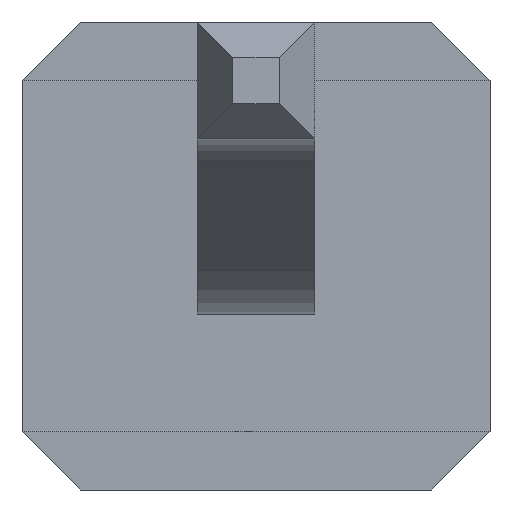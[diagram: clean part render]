
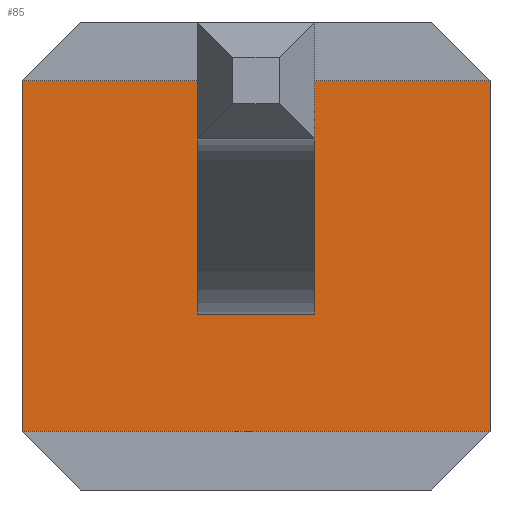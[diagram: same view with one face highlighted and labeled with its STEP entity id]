
A CAD part, front view. The second image highlights one B-rep face of the part: STEP entity #85.
In plain terms, the highlighted planar face has unit normal (0, -1, 0).
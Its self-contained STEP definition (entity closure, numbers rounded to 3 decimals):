
#28 = CARTESIAN_POINT ( 'NONE',  ( 2.25, -1.75, 0.25 ) ) ;
#56 = VECTOR ( 'NONE', #79, 1000. ) ;
#67 = CARTESIAN_POINT ( 'NONE',  ( 1., -1.75, -0.75 ) ) ;
#70 = CARTESIAN_POINT ( 'NONE',  ( 1.75, -1.75, 0.25 ) ) ;
#79 = DIRECTION ( 'NONE',  ( 0., 0., 1. ) ) ;
#85 = ADVANCED_FACE ( 'NONE', ( #1181, #1171 ), #517, .F. ) ;
#102 = LINE ( 'NONE', #28, #997 ) ;
#138 = DIRECTION ( 'NONE',  ( 0., 0., 1. ) ) ;
#139 = LINE ( 'NONE', #70, #524 ) ;
#170 = CARTESIAN_POINT ( 'NONE',  ( 1.75, -1.75, 0.25 ) ) ;
#180 = LINE ( 'NONE', #829, #473 ) ;
#181 = EDGE_CURVE ( 'NONE', #747, #827, #1066, .T. ) ;
#187 = VECTOR ( 'NONE', #234, 1000. ) ;
#218 = CARTESIAN_POINT ( 'NONE',  ( 2.25, -1.75, 0.25 ) ) ;
#222 = VERTEX_POINT ( 'NONE', #435 ) ;
#228 = AXIS2_PLACEMENT_3D ( 'NONE', #805, #335, #705 ) ;
#234 = DIRECTION ( 'NONE',  ( -1., 0., 0. ) ) ;
#242 = VERTEX_POINT ( 'NONE', #744 ) ;
#246 = EDGE_CURVE ( 'NONE', #734, #572, #180, .T. ) ;
#248 = DIRECTION ( 'NONE',  ( 0., 0., 1. ) ) ;
#286 = DIRECTION ( 'NONE',  ( -1., 0., 0. ) ) ;
#291 = CARTESIAN_POINT ( 'NONE',  ( 1., -1.75, 0.75 ) ) ;
#328 = EDGE_LOOP ( 'NONE', ( #971, #338, #1009, #1166 ) ) ;
#335 = DIRECTION ( 'NONE',  ( 0., 1., 0. ) ) ;
#338 = ORIENTED_EDGE ( 'NONE', *, *, #246, .T. ) ;
#356 = VECTOR ( 'NONE', #138, 1000. ) ;
#357 = ORIENTED_EDGE ( 'NONE', *, *, #1088, .F. ) ;
#423 = CARTESIAN_POINT ( 'NONE',  ( 3., -1.75, -0.75 ) ) ;
#435 = CARTESIAN_POINT ( 'NONE',  ( 1., -1.75, -0.75 ) ) ;
#464 = CARTESIAN_POINT ( 'NONE',  ( 2.25, -1.75, -0.25 ) ) ;
#473 = VECTOR ( 'NONE', #286, 1000. ) ;
#492 = EDGE_CURVE ( 'NONE', #242, #222, #1175, .T. ) ;
#505 = EDGE_LOOP ( 'NONE', ( #1016, #880, #562, #357 ) ) ;
#511 = CARTESIAN_POINT ( 'NONE',  ( 1.75, -1.75, -0.25 ) ) ;
#517 = PLANE ( 'NONE',  #228 ) ;
#523 = LINE ( 'NONE', #423, #356 ) ;
#524 = VECTOR ( 'NONE', #884, 1000. ) ;
#527 = VECTOR ( 'NONE', #248, 1000. ) ;
#560 = EDGE_CURVE ( 'NONE', #1131, #887, #139, .T. ) ;
#562 = ORIENTED_EDGE ( 'NONE', *, *, #181, .T. ) ;
#572 = VERTEX_POINT ( 'NONE', #618 ) ;
#618 = CARTESIAN_POINT ( 'NONE',  ( 1.75, -1.75, -0.25 ) ) ;
#625 = CARTESIAN_POINT ( 'NONE',  ( 3., -1.75, -0.75 ) ) ;
#676 = DIRECTION ( 'NONE',  ( 0., 0., -1. ) ) ;
#705 = DIRECTION ( 'NONE',  ( 1., 0., 0. ) ) ;
#712 = LINE ( 'NONE', #511, #527 ) ;
#734 = VERTEX_POINT ( 'NONE', #464 ) ;
#744 = CARTESIAN_POINT ( 'NONE',  ( 3., -1.75, -0.75 ) ) ;
#747 = VERTEX_POINT ( 'NONE', #1206 ) ;
#780 = VECTOR ( 'NONE', #804, 1000. ) ;
#792 = EDGE_CURVE ( 'NONE', #887, #734, #102, .T. ) ;
#804 = DIRECTION ( 'NONE',  ( -1., 0., 0. ) ) ;
#805 = CARTESIAN_POINT ( 'NONE',  ( 3.2, -1.75, -0.75 ) ) ;
#827 = VERTEX_POINT ( 'NONE', #291 ) ;
#829 = CARTESIAN_POINT ( 'NONE',  ( 2.25, -1.75, -0.25 ) ) ;
#880 = ORIENTED_EDGE ( 'NONE', *, *, #1054, .T. ) ;
#884 = DIRECTION ( 'NONE',  ( 1., 0., 0. ) ) ;
#887 = VERTEX_POINT ( 'NONE', #218 ) ;
#954 = EDGE_CURVE ( 'NONE', #572, #1131, #712, .T. ) ;
#971 = ORIENTED_EDGE ( 'NONE', *, *, #792, .T. ) ;
#997 = VECTOR ( 'NONE', #676, 1000. ) ;
#1009 = ORIENTED_EDGE ( 'NONE', *, *, #954, .T. ) ;
#1016 = ORIENTED_EDGE ( 'NONE', *, *, #492, .F. ) ;
#1054 = EDGE_CURVE ( 'NONE', #242, #747, #523, .T. ) ;
#1066 = LINE ( 'NONE', #1164, #187 ) ;
#1088 = EDGE_CURVE ( 'NONE', #222, #827, #1198, .T. ) ;
#1131 = VERTEX_POINT ( 'NONE', #170 ) ;
#1164 = CARTESIAN_POINT ( 'NONE',  ( 3., -1.75, 0.75 ) ) ;
#1166 = ORIENTED_EDGE ( 'NONE', *, *, #560, .T. ) ;
#1171 = FACE_BOUND ( 'NONE', #328, .T. ) ;
#1175 = LINE ( 'NONE', #625, #780 ) ;
#1181 = FACE_OUTER_BOUND ( 'NONE', #505, .T. ) ;
#1198 = LINE ( 'NONE', #67, #56 ) ;
#1206 = CARTESIAN_POINT ( 'NONE',  ( 3., -1.75, 0.75 ) ) ;
